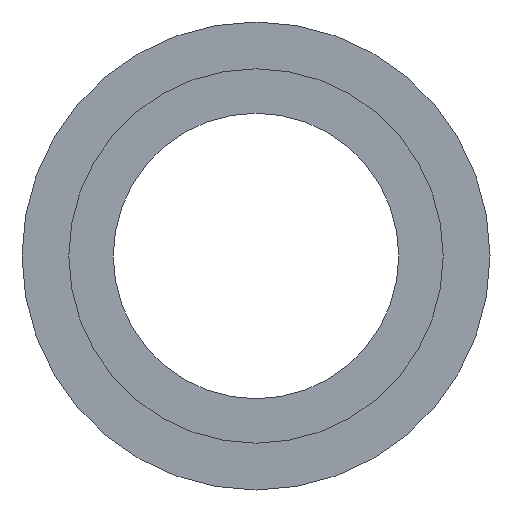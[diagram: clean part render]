
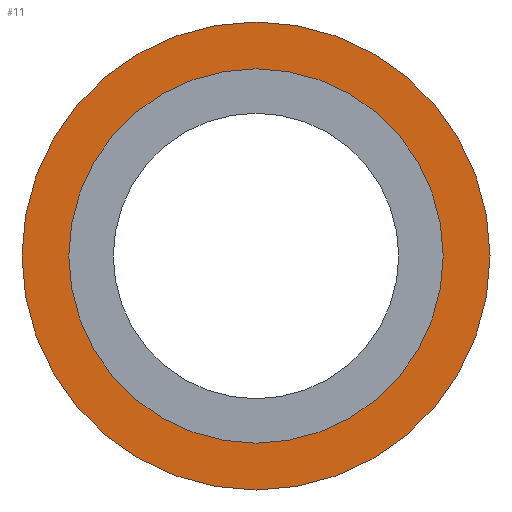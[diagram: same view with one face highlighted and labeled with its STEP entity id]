
A CAD part, front view. The second image highlights one B-rep face of the part: STEP entity #11.
In plain terms, the highlighted planar face has unit normal (0, -1, 0).
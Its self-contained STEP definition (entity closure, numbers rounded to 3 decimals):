
#8 = EDGE_LOOP ( 'NONE', ( #25 ) ) ;
#11 = ADVANCED_FACE ( 'NONE', ( #99, #144 ), #136, .F. ) ;
#12 = DIRECTION ( 'NONE',  ( 0., 1., 0. ) ) ;
#15 = DIRECTION ( 'NONE',  ( -1., 0., 0. ) ) ;
#18 = EDGE_CURVE ( 'NONE', #105, #105, #41, .T. ) ;
#20 = VERTEX_POINT ( 'NONE', #162 ) ;
#23 = EDGE_CURVE ( 'NONE', #20, #20, #138, .T. ) ;
#25 = ORIENTED_EDGE ( 'NONE', *, *, #18, .T. ) ;
#41 = CIRCLE ( 'NONE', #167, 19. ) ;
#49 = CARTESIAN_POINT ( 'NONE',  ( 0., 8.5, 0. ) ) ;
#55 = CARTESIAN_POINT ( 'NONE',  ( 0., 8.5, 0. ) ) ;
#56 = AXIS2_PLACEMENT_3D ( 'NONE', #200, #12, #15 ) ;
#59 = EDGE_LOOP ( 'NONE', ( #70 ) ) ;
#70 = ORIENTED_EDGE ( 'NONE', *, *, #23, .F. ) ;
#84 = DIRECTION ( 'NONE',  ( 0., 1., 0. ) ) ;
#99 = FACE_OUTER_BOUND ( 'NONE', #59, .T. ) ;
#103 = AXIS2_PLACEMENT_3D ( 'NONE', #49, #146, #158 ) ;
#105 = VERTEX_POINT ( 'NONE', #164 ) ;
#136 = PLANE ( 'NONE',  #56 ) ;
#138 = CIRCLE ( 'NONE', #103, 25. ) ;
#144 = FACE_BOUND ( 'NONE', #8, .T. ) ;
#146 = DIRECTION ( 'NONE',  ( 0., 1., 0. ) ) ;
#158 = DIRECTION ( 'NONE',  ( -1., 0., 0. ) ) ;
#160 = DIRECTION ( 'NONE',  ( -1., 0., 0. ) ) ;
#162 = CARTESIAN_POINT ( 'NONE',  ( -25., 8.5, 0. ) ) ;
#164 = CARTESIAN_POINT ( 'NONE',  ( -19., 8.5, 0. ) ) ;
#167 = AXIS2_PLACEMENT_3D ( 'NONE', #55, #84, #160 ) ;
#200 = CARTESIAN_POINT ( 'NONE',  ( 19., 8.5, 0. ) ) ;
